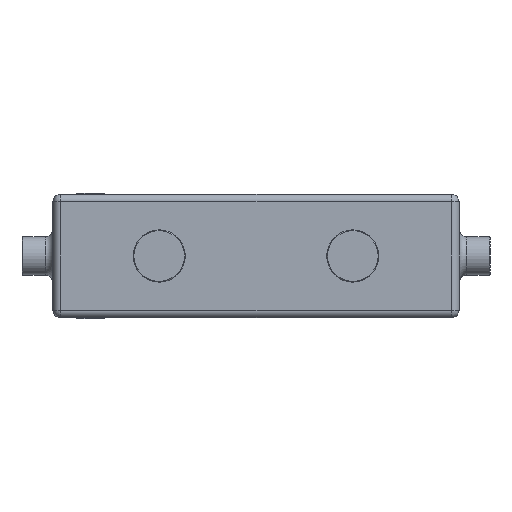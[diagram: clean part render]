
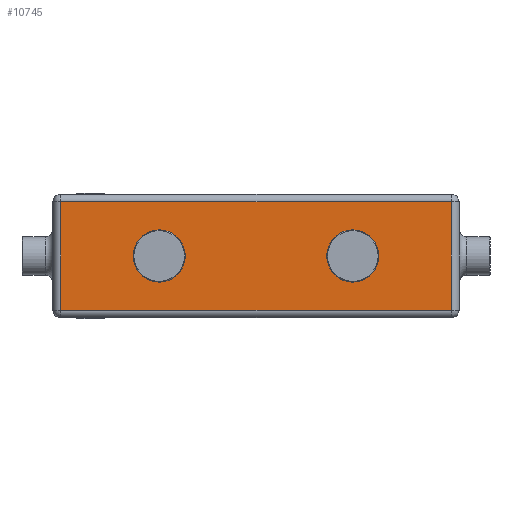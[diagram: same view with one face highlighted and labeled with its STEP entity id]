
A CAD part, left-side view. The second image highlights one B-rep face of the part: STEP entity #10745.
In plain terms, the highlighted planar face has unit normal (-1, 0, 0).
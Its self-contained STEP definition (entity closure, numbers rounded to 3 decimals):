
#15 = CARTESIAN_POINT ( 'NONE',  ( -40., -126., 40. ) ) ;
#99 = CARTESIAN_POINT ( 'NONE',  ( -40., -62.5, 0. ) ) ;
#419 = FACE_OUTER_BOUND ( 'NONE', #19003, .T. ) ;
#1101 = EDGE_CURVE ( 'NONE', #12577, #21763, #3315, .T. ) ;
#2563 = CARTESIAN_POINT ( 'NONE',  ( -40., -62.5, 0. ) ) ;
#2717 = ORIENTED_EDGE ( 'NONE', *, *, #10333, .T. ) ;
#2903 = EDGE_CURVE ( 'NONE', #8513, #4777, #22826, .T. ) ;
#3168 = CARTESIAN_POINT ( 'NONE',  ( -40., -131., 40. ) ) ;
#3315 = CIRCLE ( 'NONE', #18768, 16.85 ) ;
#3663 = AXIS2_PLACEMENT_3D ( 'NONE', #3168, #8941, #18585 ) ;
#4325 = DIRECTION ( 'NONE',  ( 0., 0., -1. ) ) ;
#4479 = ORIENTED_EDGE ( 'NONE', *, *, #2903, .F. ) ;
#4777 = VERTEX_POINT ( 'NONE', #7393 ) ;
#5574 = VERTEX_POINT ( 'NONE', #6329 ) ;
#5697 = DIRECTION ( 'NONE',  ( -1., 0., 0. ) ) ;
#6025 = CIRCLE ( 'NONE', #24774, 16.85 ) ;
#6329 = CARTESIAN_POINT ( 'NONE',  ( -40., -126., 35. ) ) ;
#7249 = ORIENTED_EDGE ( 'NONE', *, *, #1101, .F. ) ;
#7393 = CARTESIAN_POINT ( 'NONE',  ( -40., 62.5, 16.85 ) ) ;
#7692 = LINE ( 'NONE', #15493, #8288 ) ;
#8009 = EDGE_CURVE ( 'NONE', #20520, #11240, #7692, .T. ) ;
#8288 = VECTOR ( 'NONE', #15811, 1000. ) ;
#8419 = EDGE_LOOP ( 'NONE', ( #7249, #19261 ) ) ;
#8513 = VERTEX_POINT ( 'NONE', #11749 ) ;
#8925 = EDGE_CURVE ( 'NONE', #5574, #9429, #23273, .T. ) ;
#8941 = DIRECTION ( 'NONE',  ( 1., 0., 0. ) ) ;
#9003 = ORIENTED_EDGE ( 'NONE', *, *, #8925, .T. ) ;
#9394 = CARTESIAN_POINT ( 'NONE',  ( -40., -62.5, -16.85 ) ) ;
#9429 = VERTEX_POINT ( 'NONE', #24644 ) ;
#9646 = DIRECTION ( 'NONE',  ( 0., 0., 1. ) ) ;
#10333 = EDGE_CURVE ( 'NONE', #11240, #5574, #23220, .T. ) ;
#10745 = ADVANCED_FACE ( 'NONE', ( #419, #16899, #22886 ), #20356, .F. ) ;
#10757 = CARTESIAN_POINT ( 'NONE',  ( -40., -62.5, 16.85 ) ) ;
#11240 = VERTEX_POINT ( 'NONE', #22326 ) ;
#11555 = CARTESIAN_POINT ( 'NONE',  ( -40., -131., 35. ) ) ;
#11629 = DIRECTION ( 'NONE',  ( 0., 0., -1. ) ) ;
#11749 = CARTESIAN_POINT ( 'NONE',  ( -40., 62.5, -16.85 ) ) ;
#11894 = CARTESIAN_POINT ( 'NONE',  ( -40., 126., -35. ) ) ;
#12106 = DIRECTION ( 'NONE',  ( -1., 0., 0. ) ) ;
#12577 = VERTEX_POINT ( 'NONE', #10757 ) ;
#13056 = ORIENTED_EDGE ( 'NONE', *, *, #15949, .F. ) ;
#13342 = CARTESIAN_POINT ( 'NONE',  ( -40., 62.5, 0. ) ) ;
#15254 = DIRECTION ( 'NONE',  ( -1., 0., 0. ) ) ;
#15459 = ORIENTED_EDGE ( 'NONE', *, *, #8009, .T. ) ;
#15493 = CARTESIAN_POINT ( 'NONE',  ( -40., -131., -35. ) ) ;
#15811 = DIRECTION ( 'NONE',  ( 0., -1., 0. ) ) ;
#15949 = EDGE_CURVE ( 'NONE', #4777, #8513, #21510, .T. ) ;
#16075 = VECTOR ( 'NONE', #19116, 1000. ) ;
#16238 = LINE ( 'NONE', #20728, #24001 ) ;
#16854 = DIRECTION ( 'NONE',  ( 0., 0., -1. ) ) ;
#16899 = FACE_BOUND ( 'NONE', #8419, .T. ) ;
#18093 = VECTOR ( 'NONE', #9646, 1000. ) ;
#18472 = DIRECTION ( 'NONE',  ( -1., 0., 0. ) ) ;
#18585 = DIRECTION ( 'NONE',  ( 0., 0., -1. ) ) ;
#18768 = AXIS2_PLACEMENT_3D ( 'NONE', #2563, #12106, #4325 ) ;
#19003 = EDGE_LOOP ( 'NONE', ( #15459, #2717, #9003, #21100 ) ) ;
#19116 = DIRECTION ( 'NONE',  ( 0., 1., 0. ) ) ;
#19261 = ORIENTED_EDGE ( 'NONE', *, *, #21759, .F. ) ;
#19915 = AXIS2_PLACEMENT_3D ( 'NONE', #13342, #5697, #21064 ) ;
#20356 = PLANE ( 'NONE',  #3663 ) ;
#20520 = VERTEX_POINT ( 'NONE', #11894 ) ;
#20728 = CARTESIAN_POINT ( 'NONE',  ( -40., 126., 40. ) ) ;
#21064 = DIRECTION ( 'NONE',  ( 0., 0., -1. ) ) ;
#21100 = ORIENTED_EDGE ( 'NONE', *, *, #21658, .T. ) ;
#21510 = CIRCLE ( 'NONE', #21788, 16.85 ) ;
#21658 = EDGE_CURVE ( 'NONE', #9429, #20520, #16238, .T. ) ;
#21759 = EDGE_CURVE ( 'NONE', #21763, #12577, #6025, .T. ) ;
#21763 = VERTEX_POINT ( 'NONE', #9394 ) ;
#21788 = AXIS2_PLACEMENT_3D ( 'NONE', #22322, #18472, #24318 ) ;
#22322 = CARTESIAN_POINT ( 'NONE',  ( -40., 62.5, 0. ) ) ;
#22326 = CARTESIAN_POINT ( 'NONE',  ( -40., -126., -35. ) ) ;
#22826 = CIRCLE ( 'NONE', #19915, 16.85 ) ;
#22886 = FACE_BOUND ( 'NONE', #24145, .T. ) ;
#23220 = LINE ( 'NONE', #15, #18093 ) ;
#23273 = LINE ( 'NONE', #11555, #16075 ) ;
#24001 = VECTOR ( 'NONE', #16854, 1000. ) ;
#24145 = EDGE_LOOP ( 'NONE', ( #13056, #4479 ) ) ;
#24318 = DIRECTION ( 'NONE',  ( 0., 0., -1. ) ) ;
#24644 = CARTESIAN_POINT ( 'NONE',  ( -40., 126., 35. ) ) ;
#24774 = AXIS2_PLACEMENT_3D ( 'NONE', #99, #15254, #11629 ) ;
